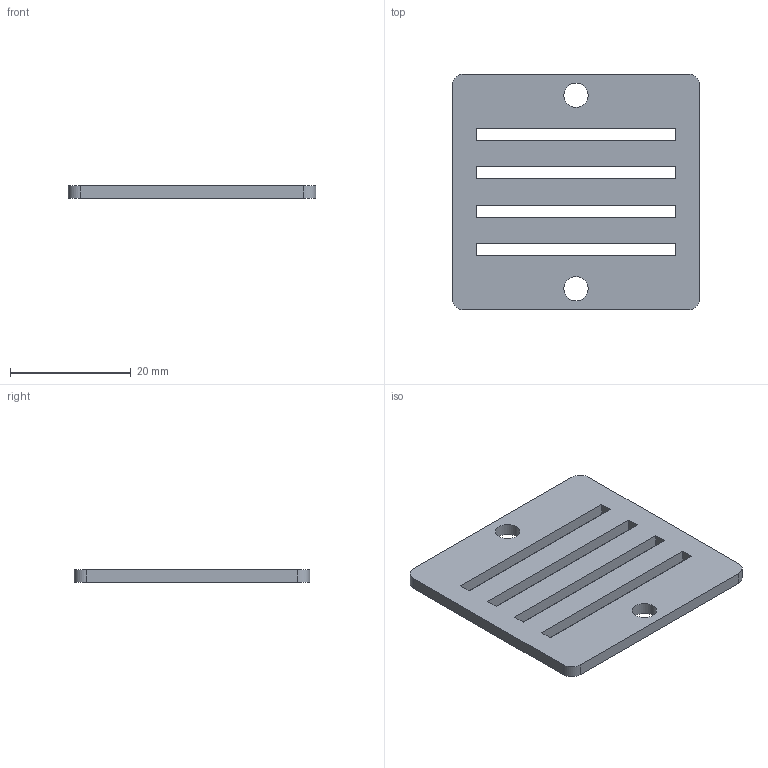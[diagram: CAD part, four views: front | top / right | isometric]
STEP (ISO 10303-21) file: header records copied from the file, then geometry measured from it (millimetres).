
FILE_DESCRIPTION(/* description */ (''),/* implementation_level */ '2;1');
FILE_NAME(/* name */ 'LED base (esp cover).step',/* time_stamp */ '2025-07-22T18:17:12+03:00',/* author */ (''),/* organization */ (''),/* preprocessor_version */ 'ST-DEVELOPER v20.1',/* originating_system */ 'Autodesk Translation Framework v14.10.0.0',/* authorisation */ '');
FILE_SCHEMA (('AUTOMOTIVE_DESIGN { 1 0 10303 214 3 1 1 }'));
Length unit declared in the file: millimetre
Products named in the file (3): v2 led holder; base; esp kansi
Assembly tree (2 placements, depth 3):
  v2 led holder
    base
      esp kansi
Bounding box: 41 x 39 x 2 mm (x, y, z)
Volume: 2612.9 mm3; surface area: 3536.3 mm2
Topology: 1 solids, 1 shells, 28 faces, 78 edges, 52 vertices
Faces by surface type: plane 22, cylinder 6
Full cylindrical faces by diameter (mm): 4 x2
Entity records: 991 total; most frequent: CARTESIAN_POINT 163, ORIENTED_EDGE 156, DIRECTION 156, EDGE_CURVE 78, LINE 66, VECTOR 66, VERTEX_POINT 52, AXIS2_PLACEMENT_3D 45
